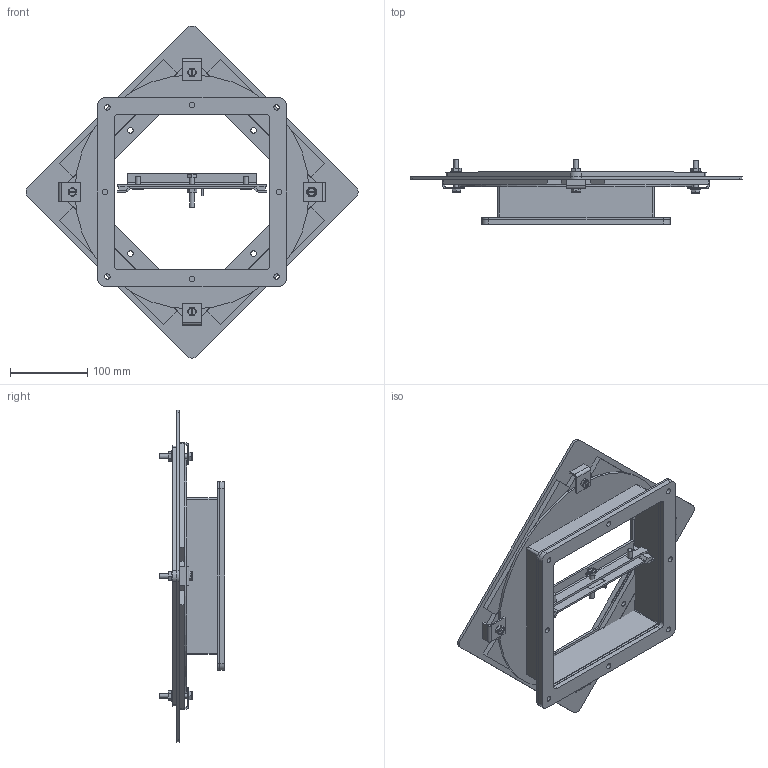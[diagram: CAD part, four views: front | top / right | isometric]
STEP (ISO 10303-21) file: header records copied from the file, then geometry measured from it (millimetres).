
FILE_DESCRIPTION (( 'STEP AP203' ), '1' );
FILE_NAME ('1485EV2.step', '2020-11-19T14:42:17', ( 'ADC123' ), ( 'Microsoft' ), 'SwSTEP 2.0', 'SolidWorks 2019', '' );
FILE_SCHEMA (( 'CONFIG_CONTROL_DESIGN' ));
Length unit declared in the file: inch
Products named in the file (1): 1485EV2
Bounding box: 429.82 x 84.25 x 429.82 mm (x, y, z)
Volume: 954857.7 mm3; surface area: 562514.6 mm2
Topology: 33 solids, 33 shells, 532 faces, 1356 edges, 902 vertices
Faces by surface type: plane 366, cylinder 150, bspline 10, cone 6
Full cylindrical faces by diameter (mm): 4.763 x2, 4.976 x5, 5.7 x1, 6.198 x5, 6.35 x2, 6.553 x1, 6.731 x2, 7.137 x36, 7.925 x4, 7.938 x2, 9.525 x5, 14.288 x2, 303.2 x1
Entity records: 16479 total; most frequent: CARTESIAN_POINT 3377, DIRECTION 2604, ORIENTED_EDGE 2564, EDGE_CURVE 1282, LINE 946, VECTOR 946, VERTEX_POINT 902, AXIS2_PLACEMENT_3D 829
